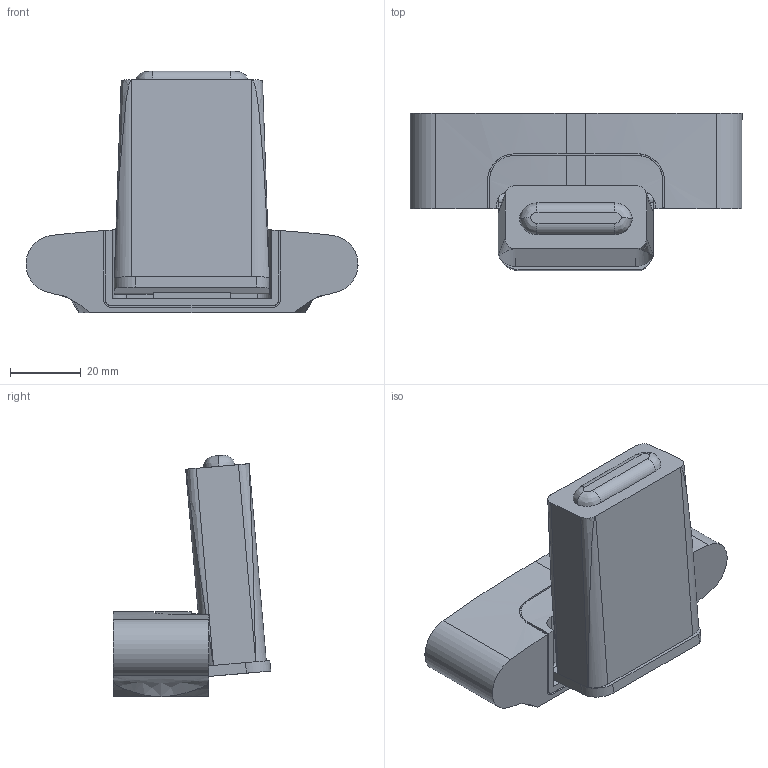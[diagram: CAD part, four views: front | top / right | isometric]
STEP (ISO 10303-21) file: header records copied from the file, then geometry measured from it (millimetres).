
FILE_DESCRIPTION(/* description */ (''),/* implementation_level */ '2;1');
FILE_NAME(/* name */ 'LogitechC920Montaj v2.step',/* time_stamp */ '2020-02-24T08:51:57+05:00',/* author */ (''),/* organization */ (''),/* preprocessor_version */ 'ST-DEVELOPER v18',/* originating_system */ 'Autodesk Translation Framework v8.12.0.6',/* authorisation */ '');
FILE_SCHEMA (('AUTOMOTIVE_DESIGN { 1 0 10303 214 3 1 1 }'));
Length unit declared in the file: millimetre
Products named in the file (4): LogitechC920Montaj; Logitech_C920_VarsayÕlan; Logitech_C920Glass_VarsayÕlan; Logitech_C920Arm_VarsayÕlan
Assembly tree (3 placements, depth 2):
  LogitechC920Montaj
    Logitech_C920_VarsayÕlan
    Logitech_C920Glass_VarsayÕlan
    Logitech_C920Arm_VarsayÕlan
Bounding box: 93.97 x 44.55 x 68.32 mm (x, y, z)
Volume: 92557.6 mm3; surface area: 22417.5 mm2
Topology: 3 solids, 3 shells, 228 faces, 604 edges, 402 vertices
Faces by surface type: plane 117, bspline 62, cylinder 44, cone 5
Full cylindrical faces by diameter (mm): 2 x3, 3.5 x1, 13 x1, 15 x1, 17 x1, 19 x1
Entity records: 10098 total; most frequent: CARTESIAN_POINT 4555, ORIENTED_EDGE 1208, DIRECTION 948, EDGE_CURVE 604, VERTEX_POINT 402, LINE 350, VECTOR 350, AXIS2_PLACEMENT_3D 299
